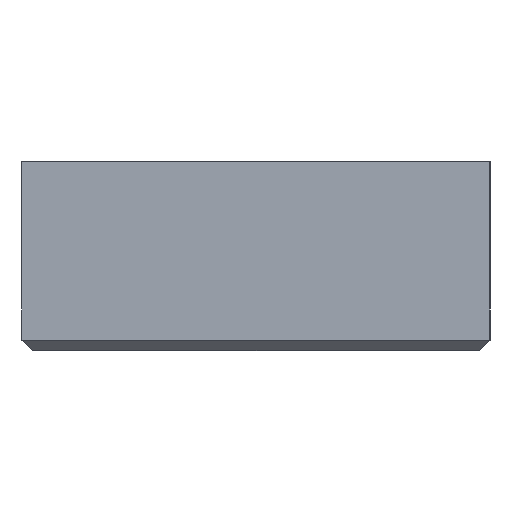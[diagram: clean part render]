
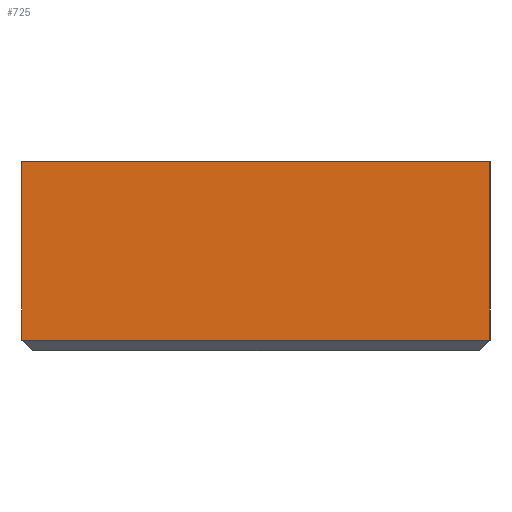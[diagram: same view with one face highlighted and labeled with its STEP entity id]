
A CAD part, left-side view. The second image highlights one B-rep face of the part: STEP entity #725.
In plain terms, the highlighted planar face has unit normal (-1, 0, 0).
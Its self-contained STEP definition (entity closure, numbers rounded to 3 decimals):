
#47=PLANE('',#812);
#87=FACE_OUTER_BOUND('',#135,.T.);
#135=EDGE_LOOP('',(#623,#624,#625,#626));
#218=LINE('',#1164,#294);
#238=LINE('',#1214,#314);
#239=LINE('',#1216,#315);
#240=LINE('',#1217,#316);
#294=VECTOR('',#945,10.);
#314=VECTOR('',#995,10.);
#315=VECTOR('',#998,10.);
#316=VECTOR('',#999,10.);
#364=VERTEX_POINT('',#1157);
#367=VERTEX_POINT('',#1162);
#380=VERTEX_POINT('',#1202);
#382=VERTEX_POINT('',#1210);
#445=EDGE_CURVE('',#367,#364,#218,.T.);
#470=EDGE_CURVE('',#380,#382,#238,.T.);
#471=EDGE_CURVE('',#364,#380,#239,.T.);
#472=EDGE_CURVE('',#367,#382,#240,.T.);
#623=ORIENTED_EDGE('',*,*,#470,.F.);
#624=ORIENTED_EDGE('',*,*,#471,.F.);
#625=ORIENTED_EDGE('',*,*,#445,.F.);
#626=ORIENTED_EDGE('',*,*,#472,.T.);
#725=ADVANCED_FACE('',(#87),#47,.T.);
#812=AXIS2_PLACEMENT_3D('',#1215,#996,#997);
#945=DIRECTION('',(0.,-1.,0.));
#995=DIRECTION('',(0.,1.,0.));
#996=DIRECTION('center_axis',(-1.,0.,0.));
#997=DIRECTION('ref_axis',(0.,1.,0.));
#998=DIRECTION('',(0.,0.,-1.));
#999=DIRECTION('',(0.,0.,-1.));
#1157=CARTESIAN_POINT('',(-75.5,-22.25,0.));
#1162=CARTESIAN_POINT('',(-75.5,22.25,0.));
#1164=CARTESIAN_POINT('',(-75.5,22.25,0.));
#1202=CARTESIAN_POINT('',(-75.5,-22.25,-17.));
#1210=CARTESIAN_POINT('',(-75.5,22.25,-17.));
#1214=CARTESIAN_POINT('',(-75.5,-11.125,-17.));
#1215=CARTESIAN_POINT('Origin',(-75.5,-22.25,0.));
#1216=CARTESIAN_POINT('',(-75.5,-22.25,0.));
#1217=CARTESIAN_POINT('',(-75.5,22.25,0.));
